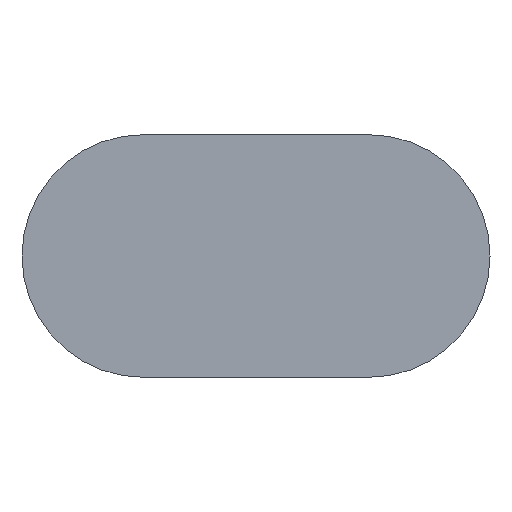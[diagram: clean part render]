
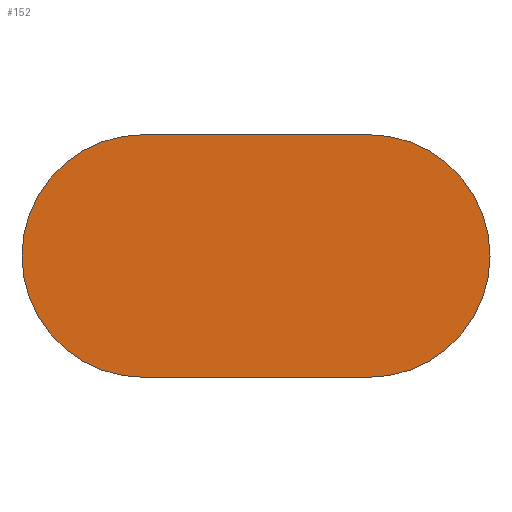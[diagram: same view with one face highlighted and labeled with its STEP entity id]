
A CAD part, front view. The second image highlights one B-rep face of the part: STEP entity #152.
In plain terms, the highlighted planar face has unit normal (0, -1, 0).
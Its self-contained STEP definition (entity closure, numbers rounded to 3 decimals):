
#22=PLANE('',#184);
#32=FACE_OUTER_BOUND('',#44,.T.);
#44=EDGE_LOOP('',(#135,#136,#137,#138));
#49=LINE('',#259,#59);
#53=LINE('',#268,#63);
#59=VECTOR('',#213,10.);
#63=VECTOR('',#223,10.);
#71=CIRCLE('',#179,7.);
#72=CIRCLE('',#182,7.);
#81=VERTEX_POINT('',#257);
#82=VERTEX_POINT('',#258);
#83=VERTEX_POINT('',#263);
#84=VERTEX_POINT('',#267);
#95=EDGE_CURVE('',#81,#82,#49,.T.);
#98=EDGE_CURVE('',#83,#81,#71,.T.);
#100=EDGE_CURVE('',#84,#83,#53,.T.);
#102=EDGE_CURVE('',#82,#84,#72,.T.);
#135=ORIENTED_EDGE('',*,*,#102,.F.);
#136=ORIENTED_EDGE('',*,*,#95,.F.);
#137=ORIENTED_EDGE('',*,*,#98,.F.);
#138=ORIENTED_EDGE('',*,*,#100,.F.);
#152=ADVANCED_FACE('',(#32),#22,.F.);
#179=AXIS2_PLACEMENT_3D('',#264,#218,#219);
#182=AXIS2_PLACEMENT_3D('',#271,#227,#228);
#184=AXIS2_PLACEMENT_3D('',#273,#231,#232);
#213=DIRECTION('',(-1.,0.,0.));
#218=DIRECTION('center_axis',(0.,1.,0.));
#219=DIRECTION('ref_axis',(0.,0.,1.));
#223=DIRECTION('',(1.,0.,0.));
#227=DIRECTION('center_axis',(0.,1.,0.));
#228=DIRECTION('ref_axis',(0.,0.,-1.));
#231=DIRECTION('center_axis',(0.,1.,0.));
#232=DIRECTION('ref_axis',(1.,0.,0.));
#257=CARTESIAN_POINT('',(6.5,0.,-7.));
#258=CARTESIAN_POINT('',(-6.5,0.,-7.));
#259=CARTESIAN_POINT('',(6.5,0.,-7.));
#263=CARTESIAN_POINT('',(6.5,0.,7.));
#264=CARTESIAN_POINT('Origin',(6.5,0.,0.));
#267=CARTESIAN_POINT('',(-6.5,0.,7.));
#268=CARTESIAN_POINT('',(-6.5,0.,7.));
#271=CARTESIAN_POINT('Origin',(-6.5,0.,0.));
#273=CARTESIAN_POINT('Origin',(0.,0.,0.));
